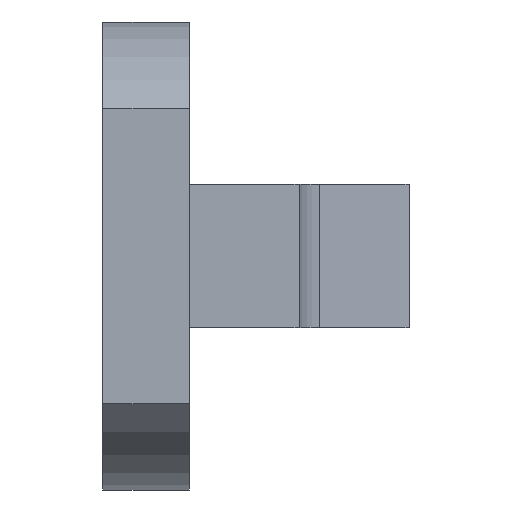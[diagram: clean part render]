
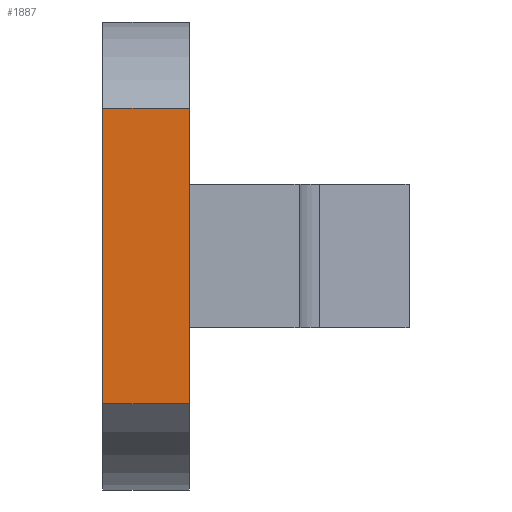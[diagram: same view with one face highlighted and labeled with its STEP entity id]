
A CAD part, left-side view. The second image highlights one B-rep face of the part: STEP entity #1887.
In plain terms, the highlighted planar face has unit normal (-1, 0, 0).
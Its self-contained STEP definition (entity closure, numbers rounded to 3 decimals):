
#807 = PLANE('',#808);
#808 = AXIS2_PLACEMENT_3D('',#809,#810,#811);
#809 = CARTESIAN_POINT('',(-60.112,12.8,37.5));
#810 = DIRECTION('',(0.,-1.,0.));
#811 = DIRECTION('',(-1.,0.,0.));
#1320 = VERTEX_POINT('',#1321);
#1321 = CARTESIAN_POINT('',(-99.,12.8,45.594));
#1340 = CYLINDRICAL_SURFACE('',#1341,4.9);
#1341 = AXIS2_PLACEMENT_3D('',#1342,#1343,#1344);
#1342 = CARTESIAN_POINT('',(-95.2,13.,42.5));
#1343 = DIRECTION('',(0.,1.,0.));
#1344 = DIRECTION('',(0.,0.,1.));
#1352 = EDGE_CURVE('',#1353,#1320,#1355,.T.);
#1353 = VERTEX_POINT('',#1354);
#1354 = CARTESIAN_POINT('',(-99.,12.8,39.406));
#1355 = SURFACE_CURVE('',#1356,(#1360,#1367),.PCURVE_S1.);
#1356 = LINE('',#1357,#1358);
#1357 = CARTESIAN_POINT('',(-99.,12.8,37.5));
#1358 = VECTOR('',#1359,1.);
#1359 = DIRECTION('',(0.,0.,1.));
#1360 = PCURVE('',#807,#1361);
#1361 = DEFINITIONAL_REPRESENTATION('',(#1362),#1366);
#1362 = LINE('',#1363,#1364);
#1363 = CARTESIAN_POINT('',(38.888,0.));
#1364 = VECTOR('',#1365,1.);
#1365 = DIRECTION('',(0.,-1.));
#1366 = ( GEOMETRIC_REPRESENTATION_CONTEXT(2) 
PARAMETRIC_REPRESENTATION_CONTEXT() REPRESENTATION_CONTEXT('2D SPACE',''
  ) );
#1367 = PCURVE('',#1368,#1373);
#1368 = PLANE('',#1369);
#1369 = AXIS2_PLACEMENT_3D('',#1370,#1371,#1372);
#1370 = CARTESIAN_POINT('',(-99.,12.8,37.5));
#1371 = DIRECTION('',(1.,0.,0.));
#1372 = DIRECTION('',(0.,-1.,0.));
#1373 = DEFINITIONAL_REPRESENTATION('',(#1374),#1378);
#1374 = LINE('',#1375,#1376);
#1375 = CARTESIAN_POINT('',(0.,0.));
#1376 = VECTOR('',#1377,1.);
#1377 = DIRECTION('',(0.,-1.));
#1378 = ( GEOMETRIC_REPRESENTATION_CONTEXT(2) 
PARAMETRIC_REPRESENTATION_CONTEXT() REPRESENTATION_CONTEXT('2D SPACE',''
  ) );
#1401 = CYLINDRICAL_SURFACE('',#1402,4.9);
#1402 = AXIS2_PLACEMENT_3D('',#1403,#1404,#1405);
#1403 = CARTESIAN_POINT('',(-95.2,13.,42.5));
#1404 = DIRECTION('',(0.,1.,0.));
#1405 = DIRECTION('',(0.,0.,1.));
#1712 = PLANE('',#1713);
#1713 = AXIS2_PLACEMENT_3D('',#1714,#1715,#1716);
#1714 = CARTESIAN_POINT('',(-99.,11.,37.5));
#1715 = DIRECTION('',(0.,1.,0.));
#1716 = DIRECTION('',(1.,0.,0.));
#1846 = VERTEX_POINT('',#1847);
#1847 = CARTESIAN_POINT('',(-99.,11.,39.406));
#1869 = EDGE_CURVE('',#1846,#1353,#1870,.T.);
#1870 = SURFACE_CURVE('',#1871,(#1875,#1881),.PCURVE_S1.);
#1871 = LINE('',#1872,#1873);
#1872 = CARTESIAN_POINT('',(-99.,13.,39.406));
#1873 = VECTOR('',#1874,1.);
#1874 = DIRECTION('',(0.,1.,0.));
#1875 = PCURVE('',#1401,#1876);
#1876 = DEFINITIONAL_REPRESENTATION('',(#1877),#1880);
#1877 = B_SPLINE_CURVE_WITH_KNOTS('',1,(#1878,#1879),.UNSPECIFIED.,.F.,
  .F.,(2,2),(-2.18,-0.02),.PIECEWISE_BEZIER_KNOTS.);
#1878 = CARTESIAN_POINT('',(4.029,-2.18));
#1879 = CARTESIAN_POINT('',(4.029,-0.02));
#1880 = ( GEOMETRIC_REPRESENTATION_CONTEXT(2) 
PARAMETRIC_REPRESENTATION_CONTEXT() REPRESENTATION_CONTEXT('2D SPACE',''
  ) );
#1881 = PCURVE('',#1368,#1882);
#1882 = DEFINITIONAL_REPRESENTATION('',(#1883),#1886);
#1883 = B_SPLINE_CURVE_WITH_KNOTS('',1,(#1884,#1885),.UNSPECIFIED.,.F.,
  .F.,(2,2),(-2.18,-0.02),.PIECEWISE_BEZIER_KNOTS.);
#1884 = CARTESIAN_POINT('',(1.98,-1.906));
#1885 = CARTESIAN_POINT('',(-0.18,-1.906));
#1886 = ( GEOMETRIC_REPRESENTATION_CONTEXT(2) 
PARAMETRIC_REPRESENTATION_CONTEXT() REPRESENTATION_CONTEXT('2D SPACE',''
  ) );
#1887 = ADVANCED_FACE('',(#1888),#1368,.F.);
#1888 = FACE_BOUND('',#1889,.F.);
#1889 = EDGE_LOOP('',(#1890,#1891,#1892,#1913));
#1890 = ORIENTED_EDGE('',*,*,#1869,.T.);
#1891 = ORIENTED_EDGE('',*,*,#1352,.T.);
#1892 = ORIENTED_EDGE('',*,*,#1893,.F.);
#1893 = EDGE_CURVE('',#1894,#1320,#1896,.T.);
#1894 = VERTEX_POINT('',#1895);
#1895 = CARTESIAN_POINT('',(-99.,11.,45.594));
#1896 = SURFACE_CURVE('',#1897,(#1901,#1907),.PCURVE_S1.);
#1897 = LINE('',#1898,#1899);
#1898 = CARTESIAN_POINT('',(-99.,13.,45.594));
#1899 = VECTOR('',#1900,1.);
#1900 = DIRECTION('',(0.,1.,0.));
#1901 = PCURVE('',#1368,#1902);
#1902 = DEFINITIONAL_REPRESENTATION('',(#1903),#1906);
#1903 = B_SPLINE_CURVE_WITH_KNOTS('',1,(#1904,#1905),.UNSPECIFIED.,.F.,
  .F.,(2,2),(-2.18,-0.02),.PIECEWISE_BEZIER_KNOTS.);
#1904 = CARTESIAN_POINT('',(1.98,-8.094));
#1905 = CARTESIAN_POINT('',(-0.18,-8.094));
#1906 = ( GEOMETRIC_REPRESENTATION_CONTEXT(2) 
PARAMETRIC_REPRESENTATION_CONTEXT() REPRESENTATION_CONTEXT('2D SPACE',''
  ) );
#1907 = PCURVE('',#1340,#1908);
#1908 = DEFINITIONAL_REPRESENTATION('',(#1909),#1912);
#1909 = B_SPLINE_CURVE_WITH_KNOTS('',1,(#1910,#1911),.UNSPECIFIED.,.F.,
  .F.,(2,2),(-2.18,-0.02),.PIECEWISE_BEZIER_KNOTS.);
#1910 = CARTESIAN_POINT('',(5.396,-2.18));
#1911 = CARTESIAN_POINT('',(5.396,-0.02));
#1912 = ( GEOMETRIC_REPRESENTATION_CONTEXT(2) 
PARAMETRIC_REPRESENTATION_CONTEXT() REPRESENTATION_CONTEXT('2D SPACE',''
  ) );
#1913 = ORIENTED_EDGE('',*,*,#1914,.F.);
#1914 = EDGE_CURVE('',#1846,#1894,#1915,.T.);
#1915 = SURFACE_CURVE('',#1916,(#1920,#1927),.PCURVE_S1.);
#1916 = LINE('',#1917,#1918);
#1917 = CARTESIAN_POINT('',(-99.,11.,37.5));
#1918 = VECTOR('',#1919,1.);
#1919 = DIRECTION('',(0.,0.,1.));
#1920 = PCURVE('',#1368,#1921);
#1921 = DEFINITIONAL_REPRESENTATION('',(#1922),#1926);
#1922 = LINE('',#1923,#1924);
#1923 = CARTESIAN_POINT('',(1.8,0.));
#1924 = VECTOR('',#1925,1.);
#1925 = DIRECTION('',(0.,-1.));
#1926 = ( GEOMETRIC_REPRESENTATION_CONTEXT(2) 
PARAMETRIC_REPRESENTATION_CONTEXT() REPRESENTATION_CONTEXT('2D SPACE',''
  ) );
#1927 = PCURVE('',#1712,#1928);
#1928 = DEFINITIONAL_REPRESENTATION('',(#1929),#1933);
#1929 = LINE('',#1930,#1931);
#1930 = CARTESIAN_POINT('',(0.,0.));
#1931 = VECTOR('',#1932,1.);
#1932 = DIRECTION('',(0.,-1.));
#1933 = ( GEOMETRIC_REPRESENTATION_CONTEXT(2) 
PARAMETRIC_REPRESENTATION_CONTEXT() REPRESENTATION_CONTEXT('2D SPACE',''
  ) );
